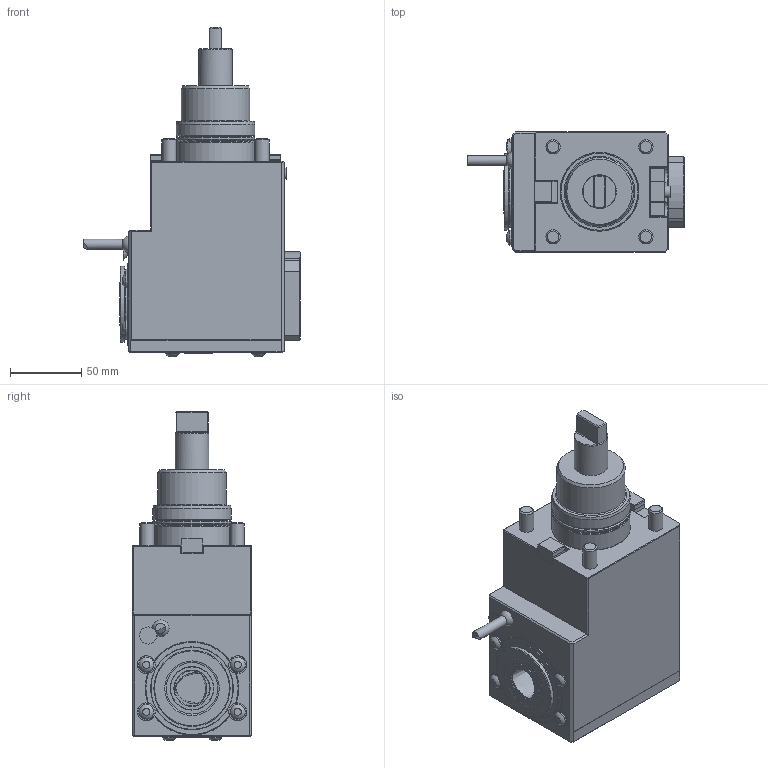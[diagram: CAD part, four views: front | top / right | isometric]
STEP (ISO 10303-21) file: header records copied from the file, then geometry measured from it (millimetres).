
FILE_DESCRIPTION(/* description */ ('Unknown'),/* implementation_level */ '2;1');
FILE_NAME(/* name */ 'C3_DNI_BI55B_I_A_SIM',/* time_stamp */ '2022-08-08T11:05:37+02:00',/* author */ ('KS'),/* organization */ ('WTO'),/* preprocessor_version */ 'ST-DEVELOPER v16.7',/* originating_system */ 'DEX',/* authorisation */ $);
FILE_SCHEMA (('AUTOMOTIVE_DESIGN {1 0 10303 214 3 1 1}'));
Length unit declared in the file: millimetre
Products named in the file (1): 116295_C3-DNI-BI55B-I-A_vereinfacht_STP_00456649
Bounding box: 151.9 x 84 x 230.75 mm (x, y, z)
Volume: 1334707.9 mm3; surface area: 94895.9 mm2
Topology: 1 solids, 4 shells, 353 faces, 909 edges, 568 vertices
Faces by surface type: plane 203, cone 64, cylinder 60, bspline 9, sphere 9, torus 8
Full cylindrical faces by diameter (mm): 2 x1, 4.65 x4, 6 x5, 6.2 x5, 7 x1, 8 x1, 9.5 x4, 10 x4, 10.5 x4, 12 x1, 23.7 x1, 48 x1, 49 x1, 50 x2, 53.4 x1, 54.6 x1, 55 x3, 55.3 x1, 62 x1, 64.8 x1, 65 x1
Entity records: 10458 total; most frequent: CARTESIAN_POINT 2633, DIRECTION 1577, ORIENTED_EDGE 1508, EDGE_CURVE 754, AXIS2_PLACEMENT_3D 602, VERTEX_POINT 521, FACE_BOUND 495, EDGE_LOOP 493
